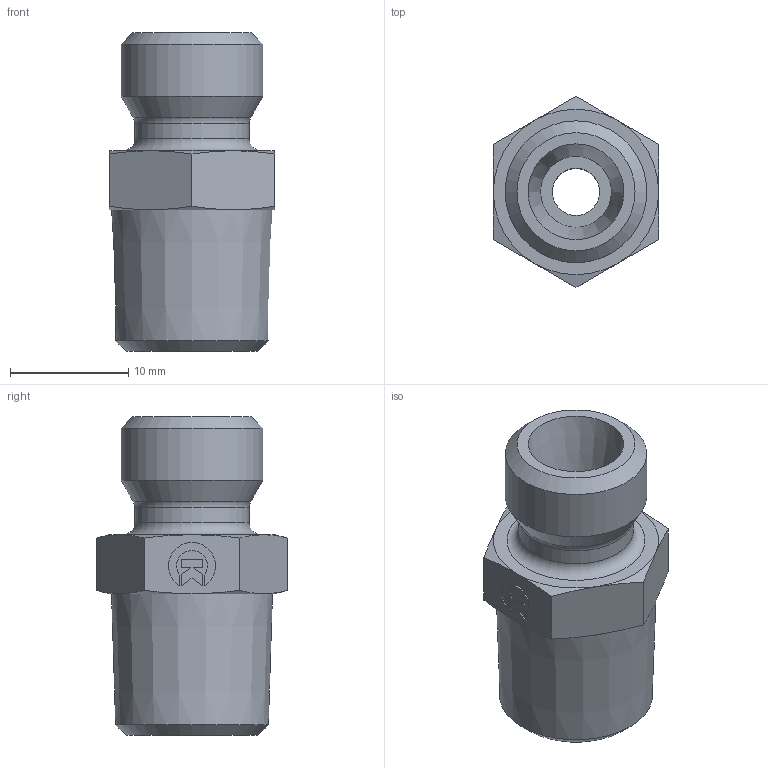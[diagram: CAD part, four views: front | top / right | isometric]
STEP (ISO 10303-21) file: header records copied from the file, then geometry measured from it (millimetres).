
FILE_DESCRIPTION((''),'2;1');
FILE_NAME('03001062812.stp','2014-08-11T17:51:33',(''),('KNOMI spol. s r. o.'),'Autodesk Inventor 2012','Autodesk Inventor 2012','');
FILE_SCHEMA(('AUTOMOTIVE_DESIGN { 1 2 10303 214 0 1 1 1 }'));
Length unit declared in the file: millimetre
Products named in the file (1): PHCR2 6LR1/4kuž R1/4/M12x1
Bounding box: 14 x 16.17 x 27 mm (x, y, z)
Volume: 2956.2 mm3; surface area: 1756.4 mm2
Topology: 1 solids, 1 shells, 69 faces, 163 edges, 103 vertices
Faces by surface type: plane 41, cone 18, cylinder 8, torus 2
Full cylindrical faces by diameter (mm): 4 x1, 6 x1, 9.7 x1, 12 x1
Entity records: 1876 total; most frequent: CARTESIAN_POINT 366, DIRECTION 300, ORIENTED_EDGE 296, EDGE_CURVE 148, AXIS2_PLACEMENT_3D 106, VERTEX_POINT 100, EDGE_LOOP 90, VECTOR 88
